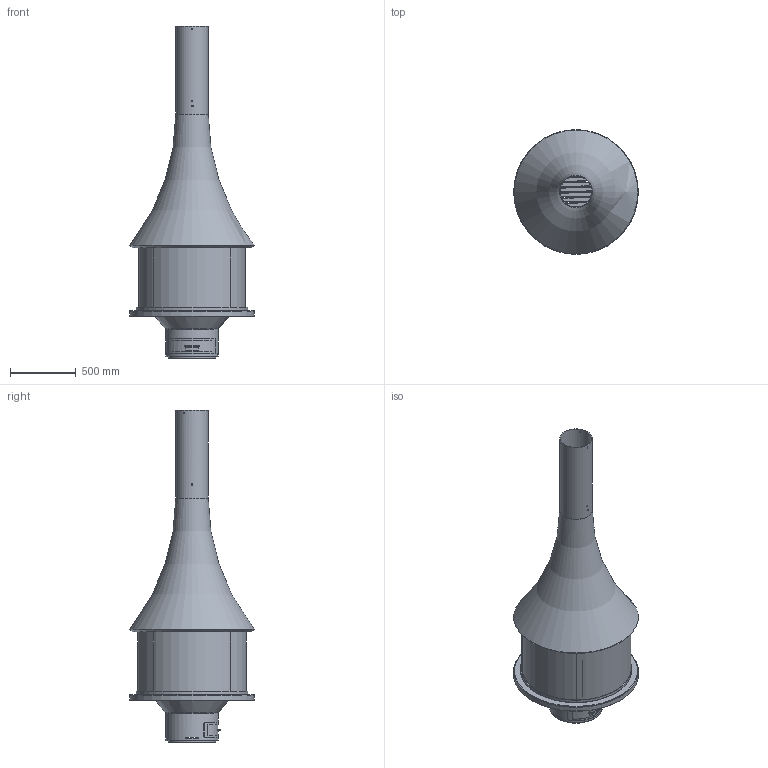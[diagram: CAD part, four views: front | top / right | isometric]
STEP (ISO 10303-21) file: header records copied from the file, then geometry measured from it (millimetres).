
FILE_DESCRIPTION(('STEP AP214'),'1');
FILE_NAME('.stp','2017-01-09T13:59:17',(' '),(' '),'Spatial InterOp 3D',' ',' ');
FILE_SCHEMA(('automotive_design'));
Length unit declared in the file: millimetre
Products named in the file (18): Hotte 993 Centrale; Hotte; Conduit; Socle 993 Centrale - Copie; Pied (Repoussage); Plateau (Repoussage); Rail (Repoussage); Anneau cache vis; Vitre coulissante; Vitre droite; Vitre gauche; 993 bac à cendre 5; 993 bac à cendre 2; 993 bac à cendre; Grille 992 C; demi grille 992 C 1; demi grille 992 C 2
Assembly tree (18 placements, depth 4):
  (unnamed)
    Hotte 993 Centrale
      Hotte
      Conduit
    Socle 993 Centrale - Copie
      Pied (Repoussage)
      Plateau (Repoussage)
      Rail (Repoussage)
      Anneau cache vis
      Vitre coulissante  x2
      Vitre droite
      Vitre gauche
      993 bac à cendre 5
        993 bac à cendre 2
        993 bac à cendre
    Grille 992 C
      demi grille 992 C 1
      demi grille 992 C 2
Bounding box: 950 x 950 x 2530 mm (x, y, z)
Volume: 19552060.5 mm3; surface area: 10886351.9 mm2
Topology: 14 solids, 14 shells, 2659 faces, 6456 edges, 3661 vertices
Faces by surface type: bspline 1275, cylinder 561, plane 331, torus 330, sphere 86, cone 76
Full cylindrical faces by diameter (mm): 8 x5, 10.2 x3, 17.2 x1, 240 x1, 248 x1, 355 x1, 360 x1, 365 x1, 398 x1, 402 x1, 635.439 x1, 816 x1, 820 x1, 844 x1, 848 x1, 944 x1, 950 x1
Entity records: 135773 total; most frequent: CARTESIAN_POINT 62926, ORIENTED_EDGE 12340, DIRECTION 8728, EDGE_CURVE 6170, AXIS2_PLACEMENT_3D 3811, VERTEX_POINT 3637, EDGE_LOOP 2779, FACE_OUTER_BOUND 2700
